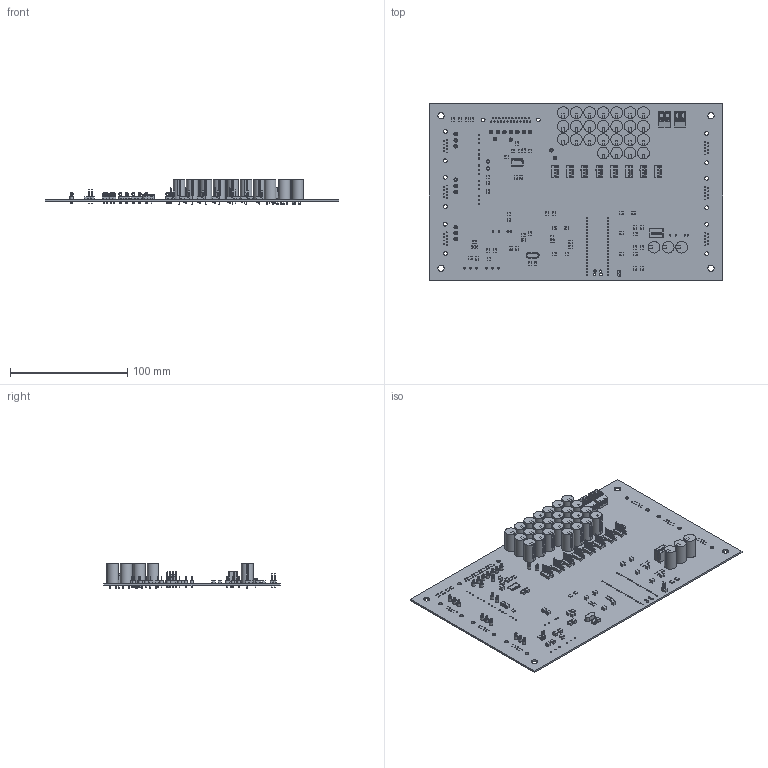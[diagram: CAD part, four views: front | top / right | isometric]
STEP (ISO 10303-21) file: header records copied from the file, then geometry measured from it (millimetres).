
FILE_DESCRIPTION(('KiCad electronic assembly'),'2;1');
FILE_NAME('ControlBoard.step','2025-04-23T18:49:49',('Pcbnew'),('Kicad') ,'Open CASCADE STEP processor 7.9','KiCad to STEP converter','Unknown' );
FILE_SCHEMA(('AUTOMOTIVE_DESIGN { 1 0 10303 214 1 1 1 1 }'));
Length unit declared in the file: millimetre
Products named in the file (16): ControlBoard 1; TestPoint_Loop_D2.54mm_Drill1.5mm_Beaded; UVY1E102MPD1TD; R_1210_3225Metric; 1987724; pt_2.5-2-5.0-v; C_1210_3225Metric; FanPinHeader_1x04_P2.54mm_Vertical; PinHeader_1x02_P2.54mm_Vertical; R-78K3.3-1.0; ADS8688AIDBT; BODY-TSSOP; LEAD-TSSOP; PIN1; Crystal_HC49-4H_Vertical; ControlBoard_PCB
Assembly tree (159 placements, depth 3):
  ControlBoard 1
    TestPoint_Loop_D2.54mm_Drill1.5mm_Beaded  x22
    UVY1E102MPD1TD  x28
    R_1210_3225Metric  x21
    1987724  x2
      pt_2.5-2-5.0-v
    C_1210_3225Metric  x31
    FanPinHeader_1x04_P2.54mm_Vertical  x8
    PinHeader_1x02_P2.54mm_Vertical  x2
    R-78K3.3-1.0
    ADS8688AIDBT
      BODY-TSSOP
      LEAD-TSSOP  x38
      PIN1
    Crystal_HC49-4H_Vertical
    ControlBoard_PCB
Bounding box: 250 x 150 x 21.92 mm (x, y, z)
Volume: 99582 mm3; surface area: 109970.8 mm2
Topology: 266 solids, 266 shells, 4627 faces, 11126 edges, 7228 vertices
Faces by surface type: plane 2987, cylinder 1481, bspline 101, torus 34, cone 16, sphere 8
Full cylindrical faces by diameter (mm): 0.5 x46, 0.8 x112, 1 x44, 1.02 x32, 1.05 x25, 1.1 x23, 1.11 x3, 1.15 x8, 1.3 x10, 1.5 x44, 1.85 x2, 2.2 x2, 3 x22, 3.1 x2, 3.2 x12, 5.3 x4
Entity records: 41936 total; most frequent: CARTESIAN_POINT 7877, DIRECTION 5875, ORIENTED_EDGE 5606, EDGE_CURVE 2803, AXIS2_PLACEMENT_3D 2073, VERTEX_POINT 1834, LINE 1729, VECTOR 1729
